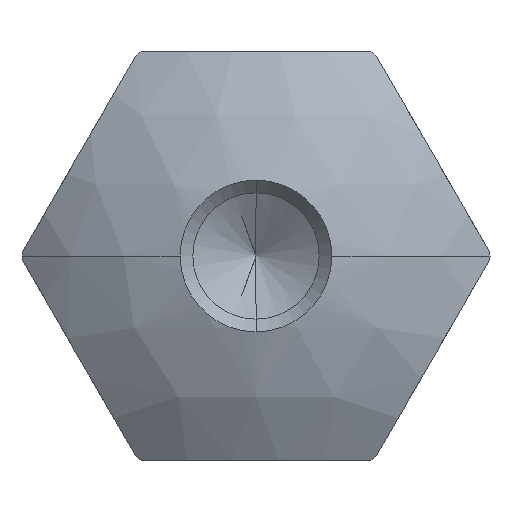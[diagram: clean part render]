
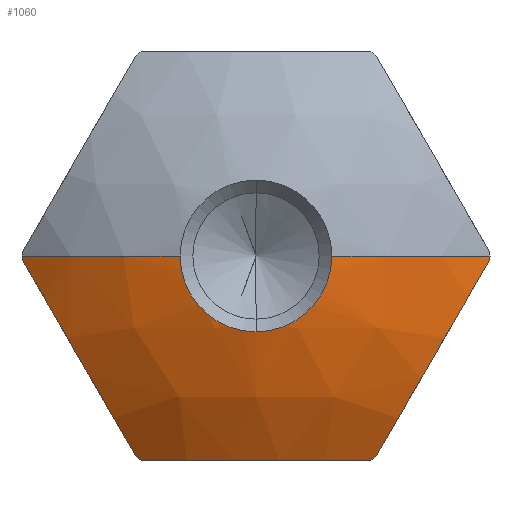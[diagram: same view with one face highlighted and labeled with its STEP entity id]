
A CAD part, front view. The second image highlights one B-rep face of the part: STEP entity #1060.
In plain terms, the highlighted spherical face has radius 20 mm.
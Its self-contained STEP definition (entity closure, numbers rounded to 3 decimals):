
#17 = DIRECTION ( 'NONE',  ( -1., 0., 0. ) ) ;
#19 = DIRECTION ( 'NONE',  ( 0., 0., 1. ) ) ;
#26 = DIRECTION ( 'NONE',  ( 0., 1., 0. ) ) ;
#33 = DIRECTION ( 'NONE',  ( 0., 0., -1. ) ) ;
#41 = ORIENTED_EDGE ( 'NONE', *, *, #71, .F. ) ;
#68 = DIRECTION ( 'NONE',  ( 0., 1., 0. ) ) ;
#71 = EDGE_CURVE ( 'NONE', #322, #1167, #231, .T. ) ;
#84 = VERTEX_POINT ( 'NONE', #538 ) ;
#88 = EDGE_CURVE ( 'NONE', #322, #381, #1033, .T. ) ;
#100 = CARTESIAN_POINT ( 'NONE',  ( -6.454, -12.936, -10.822 ) ) ;
#102 = DIRECTION ( 'NONE',  ( 0.866, 0., -0.5 ) ) ;
#104 = VERTEX_POINT ( 'NONE', #1272 ) ;
#107 = AXIS2_PLACEMENT_3D ( 'NONE', #746, #102, #838 ) ;
#112 = CIRCLE ( 'NONE', #395, 20. ) ;
#132 = CARTESIAN_POINT ( 'NONE',  ( 0., -16.983, 0. ) ) ;
#133 = CARTESIAN_POINT ( 'NONE',  ( 0., 2.596, 0. ) ) ;
#161 = DIRECTION ( 'NONE',  ( 0., 0., -1. ) ) ;
#162 = DIRECTION ( 'NONE',  ( -1., 0., 0. ) ) ;
#171 = CIRCLE ( 'NONE', #1087, 12.6 ) ;
#182 = ORIENTED_EDGE ( 'NONE', *, *, #88, .T. ) ;
#189 = AXIS2_PLACEMENT_3D ( 'NONE', #690, #797, #162 ) ;
#214 = ORIENTED_EDGE ( 'NONE', *, *, #587, .T. ) ;
#218 = DIRECTION ( 'NONE',  ( 0., -1., 0. ) ) ;
#221 = VERTEX_POINT ( 'NONE', #874 ) ;
#224 = CARTESIAN_POINT ( 'NONE',  ( 0., 2.596, 0. ) ) ;
#230 = CARTESIAN_POINT ( 'NONE',  ( 12.599, -12.936, -0.178 ) ) ;
#231 = CIRCLE ( 'NONE', #988, 16.703 ) ;
#244 = CIRCLE ( 'NONE', #189, 16.703 ) ;
#258 = CARTESIAN_POINT ( 'NONE',  ( 0., -12.936, 0. ) ) ;
#283 = ORIENTED_EDGE ( 'NONE', *, *, #947, .F. ) ;
#285 = EDGE_CURVE ( 'NONE', #361, #1167, #894, .T. ) ;
#313 = CARTESIAN_POINT ( 'NONE',  ( 0., -12.936, 0. ) ) ;
#322 = VERTEX_POINT ( 'NONE', #100 ) ;
#332 = DIRECTION ( 'NONE',  ( 0., 0., -1. ) ) ;
#337 = EDGE_CURVE ( 'NONE', #221, #381, #244, .T. ) ;
#361 = VERTEX_POINT ( 'NONE', #1175 ) ;
#370 = ORIENTED_EDGE ( 'NONE', *, *, #285, .T. ) ;
#381 = VERTEX_POINT ( 'NONE', #889 ) ;
#395 = AXIS2_PLACEMENT_3D ( 'NONE', #615, #517, #873 ) ;
#400 = AXIS2_PLACEMENT_3D ( 'NONE', #488, #218, #808 ) ;
#431 = EDGE_CURVE ( 'NONE', #104, #84, #927, .T. ) ;
#449 = AXIS2_PLACEMENT_3D ( 'NONE', #582, #1153, #468 ) ;
#451 = ORIENTED_EDGE ( 'NONE', *, *, #1006, .T. ) ;
#460 = DIRECTION ( 'NONE',  ( 0., 0., -1. ) ) ;
#468 = DIRECTION ( 'NONE',  ( 0., 0., -1. ) ) ;
#473 = AXIS2_PLACEMENT_3D ( 'NONE', #713, #68, #694 ) ;
#480 = CIRCLE ( 'NONE', #107, 16.703 ) ;
#487 = AXIS2_PLACEMENT_3D ( 'NONE', #224, #332, #945 ) ;
#488 = CARTESIAN_POINT ( 'NONE',  ( 0., -12.936, 0. ) ) ;
#511 = CARTESIAN_POINT ( 'NONE',  ( -12.599, -12.936, -0.178 ) ) ;
#517 = DIRECTION ( 'NONE',  ( 0., 0., 1. ) ) ;
#524 = VERTEX_POINT ( 'NONE', #1074 ) ;
#538 = CARTESIAN_POINT ( 'NONE',  ( 0., -16.983, -4.083 ) ) ;
#539 = CARTESIAN_POINT ( 'NONE',  ( 12.6, -12.936, 0. ) ) ;
#582 = CARTESIAN_POINT ( 'NONE',  ( 0., -12.936, 0. ) ) ;
#587 = EDGE_CURVE ( 'NONE', #84, #524, #1226, .T. ) ;
#615 = CARTESIAN_POINT ( 'NONE',  ( 0., 2.596, 0. ) ) ;
#630 = EDGE_CURVE ( 'NONE', #1089, #765, #171, .T. ) ;
#641 = ORIENTED_EDGE ( 'NONE', *, *, #1279, .T. ) ;
#666 = AXIS2_PLACEMENT_3D ( 'NONE', #133, #460, #17 ) ;
#690 = CARTESIAN_POINT ( 'NONE',  ( 0., 2.596, -11. ) ) ;
#694 = DIRECTION ( 'NONE',  ( 0., 0., 1. ) ) ;
#713 = CARTESIAN_POINT ( 'NONE',  ( 0., -16.983, 0. ) ) ;
#719 = ORIENTED_EDGE ( 'NONE', *, *, #337, .F. ) ;
#725 = DIRECTION ( 'NONE',  ( 0., -1., 0. ) ) ;
#746 = CARTESIAN_POINT ( 'NONE',  ( 9.526, 2.596, -5.5 ) ) ;
#747 = EDGE_CURVE ( 'NONE', #1089, #1065, #480, .T. ) ;
#765 = VERTEX_POINT ( 'NONE', #539 ) ;
#790 = ORIENTED_EDGE ( 'NONE', *, *, #630, .T. ) ;
#797 = DIRECTION ( 'NONE',  ( 0., 0., -1. ) ) ;
#808 = DIRECTION ( 'NONE',  ( 0., 0., -1. ) ) ;
#811 = CIRCLE ( 'NONE', #449, 12.6 ) ;
#838 = DIRECTION ( 'NONE',  ( -0.5, 0., -0.866 ) ) ;
#855 = AXIS2_PLACEMENT_3D ( 'NONE', #313, #725, #161 ) ;
#873 = DIRECTION ( 'NONE',  ( 1., 0., 0. ) ) ;
#874 = CARTESIAN_POINT ( 'NONE',  ( 6.145, -12.936, -11. ) ) ;
#876 = SPHERICAL_SURFACE ( 'NONE', #666, 20. ) ;
#881 = CARTESIAN_POINT ( 'NONE',  ( -9.526, 2.596, -5.5 ) ) ;
#889 = CARTESIAN_POINT ( 'NONE',  ( -6.145, -12.936, -11. ) ) ;
#894 = CIRCLE ( 'NONE', #400, 12.6 ) ;
#927 = CIRCLE ( 'NONE', #1038, 4.083 ) ;
#945 = DIRECTION ( 'NONE',  ( -1., 0., 0. ) ) ;
#947 = EDGE_CURVE ( 'NONE', #361, #524, #112, .T. ) ;
#951 = DIRECTION ( 'NONE',  ( -0.866, 0., -0.5 ) ) ;
#958 = CARTESIAN_POINT ( 'NONE',  ( 6.454, -12.936, -10.822 ) ) ;
#972 = DIRECTION ( 'NONE',  ( 0., -1., 0. ) ) ;
#988 = AXIS2_PLACEMENT_3D ( 'NONE', #881, #951, #1245 ) ;
#1006 = EDGE_CURVE ( 'NONE', #221, #1065, #811, .T. ) ;
#1033 = CIRCLE ( 'NONE', #855, 12.6 ) ;
#1038 = AXIS2_PLACEMENT_3D ( 'NONE', #132, #26, #19 ) ;
#1060 = ADVANCED_FACE ( 'NONE', ( #1298 ), #876, .T. ) ;
#1065 = VERTEX_POINT ( 'NONE', #958 ) ;
#1074 = CARTESIAN_POINT ( 'NONE',  ( -4.083, -16.983, 0. ) ) ;
#1087 = AXIS2_PLACEMENT_3D ( 'NONE', #258, #972, #33 ) ;
#1089 = VERTEX_POINT ( 'NONE', #230 ) ;
#1120 = EDGE_LOOP ( 'NONE', ( #790, #641, #1262, #214, #283, #370, #41, #182, #719, #451, #1182 ) ) ;
#1153 = DIRECTION ( 'NONE',  ( 0., -1., 0. ) ) ;
#1167 = VERTEX_POINT ( 'NONE', #511 ) ;
#1175 = CARTESIAN_POINT ( 'NONE',  ( -12.6, -12.936, 0. ) ) ;
#1182 = ORIENTED_EDGE ( 'NONE', *, *, #747, .F. ) ;
#1225 = CIRCLE ( 'NONE', #487, 20. ) ;
#1226 = CIRCLE ( 'NONE', #473, 4.083 ) ;
#1245 = DIRECTION ( 'NONE',  ( -0.5, 0., 0.866 ) ) ;
#1262 = ORIENTED_EDGE ( 'NONE', *, *, #431, .T. ) ;
#1272 = CARTESIAN_POINT ( 'NONE',  ( 4.083, -16.983, 0. ) ) ;
#1279 = EDGE_CURVE ( 'NONE', #765, #104, #1225, .T. ) ;
#1298 = FACE_OUTER_BOUND ( 'NONE', #1120, .T. ) ;
